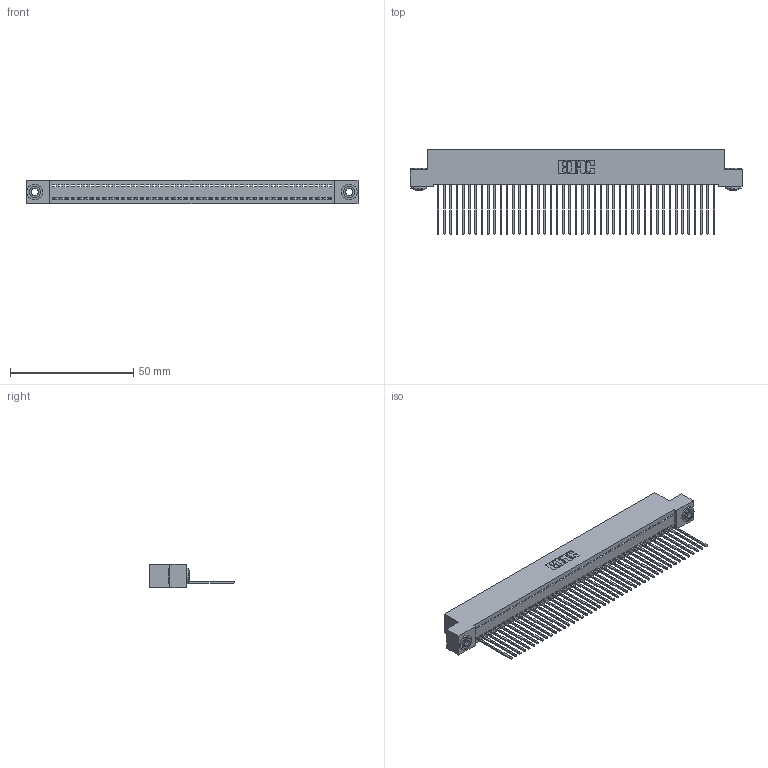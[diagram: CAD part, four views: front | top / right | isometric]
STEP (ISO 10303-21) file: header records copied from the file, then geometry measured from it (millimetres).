
FILE_DESCRIPTION (( 'STEP AP203' ), '1' );
FILE_NAME ('342-045-541-103.STEP', '2018-08-12T15:27:00', ( '' ), ( '' ), 'SwSTEP 2.0', 'SolidWorks 2016', '' );
FILE_SCHEMA (( 'CONFIG_CONTROL_DESIGN' ));
Length unit declared in the file: inch
Products named in the file (4): 342 Part_.156 TH; 345-292-001_345-293-141; 342-250-002_345-250-002-102; 342-045-541-103
Assembly tree (48 placements, depth 2):
  342-045-541-103
    342 Part_.156 TH
    345-292-001_345-293-141  x45
    342-250-002_345-250-002-102  x2
Bounding box: 134.62 x 34.3 x 9.4 mm (x, y, z)
Volume: 11985.9 mm3; surface area: 18727.3 mm2
Topology: 48 solids, 48 shells, 2758 faces, 8295 edges, 5466 vertices
Faces by surface type: plane 1966, cylinder 784, cone 8
Entity records: 27658 total; most frequent: CARTESIAN_POINT 4748, ORIENTED_EDGE 4722, DIRECTION 4033, EDGE_CURVE 2361, LINE 2209, VECTOR 2209, VERTEX_POINT 1570, AXIS2_PLACEMENT_3D 912
